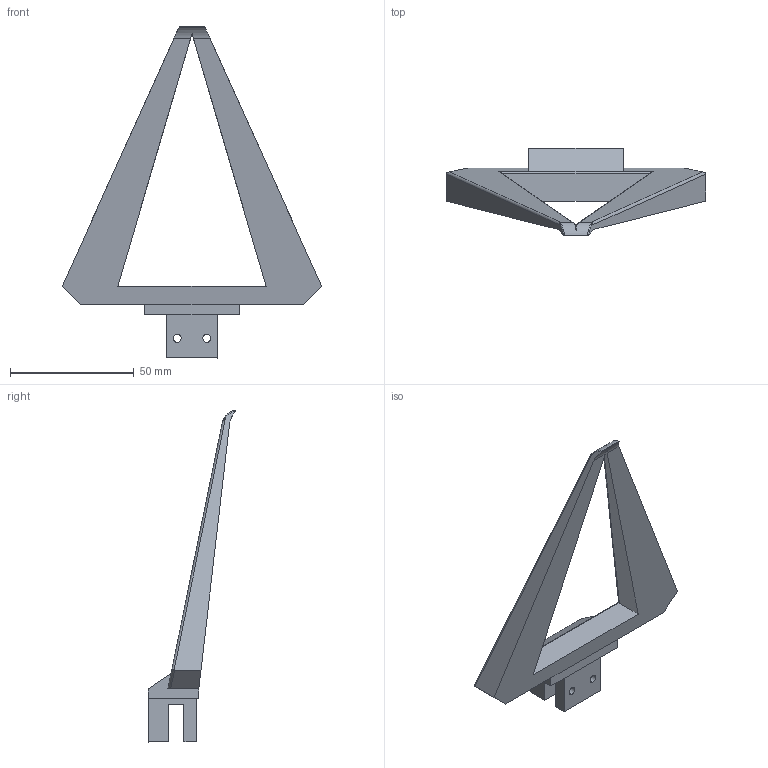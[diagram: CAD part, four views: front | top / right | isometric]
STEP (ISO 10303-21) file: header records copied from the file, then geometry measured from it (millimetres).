
FILE_DESCRIPTION (( 'STEP AP214' ), '1' );
FILE_NAME ('two_finger_backing.STEP', '2025-03-10T22:36:03', ( '' ), ( '' ), 'SwSTEP 2.0', 'SolidWorks 2024', '' );
FILE_SCHEMA (( 'AUTOMOTIVE_DESIGN' ));
Length unit declared in the file: millimetre
Products named in the file (1): two_finger_backing
Bounding box: 105 x 35.5 x 134.25 mm (x, y, z)
Volume: 41798.3 mm3; surface area: 15851 mm2
Topology: 1 solids, 1 shells, 59 faces, 160 edges, 103 vertices
Faces by surface type: plane 28, cylinder 23, bspline 8
Entity records: 2218 total; most frequent: CARTESIAN_POINT 780, ORIENTED_EDGE 320, DIRECTION 263, EDGE_CURVE 160, VERTEX_POINT 103, VECTOR 95, LINE 95, AXIS2_PLACEMENT_3D 84
